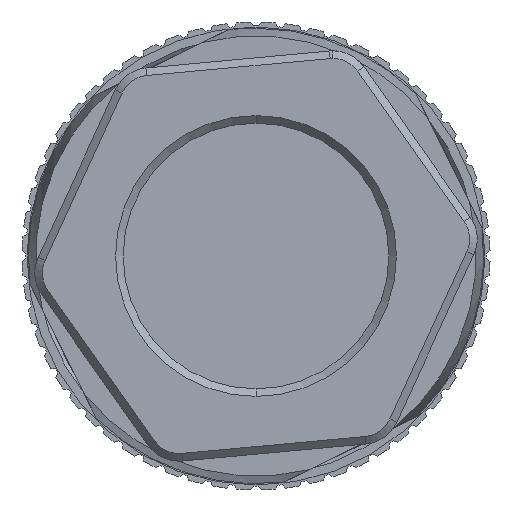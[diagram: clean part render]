
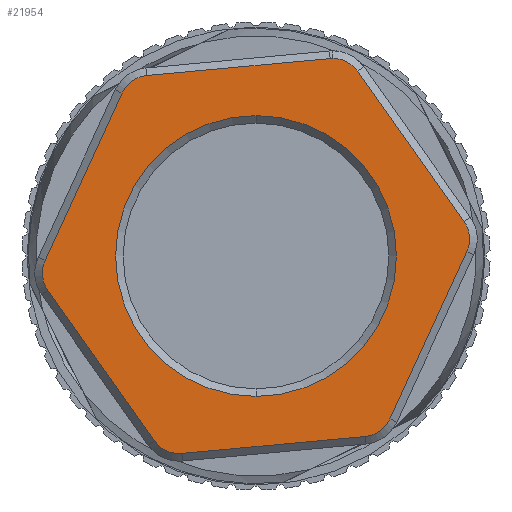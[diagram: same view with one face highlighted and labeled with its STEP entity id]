
A CAD part, front view. The second image highlights one B-rep face of the part: STEP entity #21954.
In plain terms, the highlighted planar face has unit normal (0, -1, 0).
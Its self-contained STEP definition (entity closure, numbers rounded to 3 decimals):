
#82 = ORIENTED_EDGE ( 'NONE', *, *, #13453, .T. ) ;
#279 = ORIENTED_EDGE ( 'NONE', *, *, #9883, .T. ) ;
#323 = CARTESIAN_POINT ( 'NONE',  ( -84.003, -45.696, 5.55 ) ) ;
#390 = ORIENTED_EDGE ( 'NONE', *, *, #13630, .T. ) ;
#522 = ORIENTED_EDGE ( 'NONE', *, *, #11148, .T. ) ;
#1075 = ORIENTED_EDGE ( 'NONE', *, *, #5931, .T. ) ;
#1190 = CARTESIAN_POINT ( 'NONE',  ( -79.689, -45.696, -7.132 ) ) ;
#1246 = CARTESIAN_POINT ( 'NONE',  ( -79.984, -45.696, 7.302 ) ) ;
#2309 = FACE_BOUND ( 'NONE', #13119, .T. ) ;
#2315 = VERTEX_POINT ( 'NONE', #10236 ) ;
#2517 = CARTESIAN_POINT ( 'NONE',  ( -80.963, -45.696, 7.809 ) ) ;
#2750 = VERTEX_POINT ( 'NONE', #19720 ) ;
#2952 = VERTEX_POINT ( 'NONE', #17511 ) ;
#3122 = AXIS2_PLACEMENT_3D ( 'NONE', #12038, #12035, #12013 ) ;
#3700 = VERTEX_POINT ( 'NONE', #9220 ) ;
#3876 = AXIS2_PLACEMENT_3D ( 'NONE', #8567, #7654, #7587 ) ;
#3911 = VERTEX_POINT ( 'NONE', #7462 ) ;
#4053 = CARTESIAN_POINT ( 'NONE',  ( -78.71, -45.696, -6.439 ) ) ;
#4079 = DIRECTION ( 'NONE',  ( 0.418, 0., 0.908 ) ) ;
#4359 = ORIENTED_EDGE ( 'NONE', *, *, #11824, .T. ) ;
#4473 = EDGE_LOOP ( 'NONE', ( #7684, #4359, #20937, #9595, #9866, #20336, #12553, #17382, #23748, #82, #279, #390, #522 ) ) ;
#4954 = DIRECTION ( 'NONE',  ( 0., 0., 1. ) ) ;
#4973 = DIRECTION ( 'NONE',  ( 0., -1., 0. ) ) ;
#4998 = CARTESIAN_POINT ( 'NONE',  ( -80.963, -45.696, 6.609 ) ) ;
#5531 = CIRCLE ( 'NONE', #18509, 5.55 ) ;
#5624 = CARTESIAN_POINT ( 'NONE',  ( -75.78, -45.696, 1.365 ) ) ;
#5931 = EDGE_CURVE ( 'NONE', #8698, #9205, #9464, .T. ) ;
#6177 = AXIS2_PLACEMENT_3D ( 'NONE', #19407, #19400, #19366 ) ;
#6863 = CARTESIAN_POINT ( 'NONE',  ( -88.318, -45.696, 7.132 ) ) ;
#6998 = VERTEX_POINT ( 'NONE', #8161 ) ;
#7423 = DIRECTION ( 'NONE',  ( 0., 0., 1. ) ) ;
#7446 = DIRECTION ( 'NONE',  ( 0., -1., 0. ) ) ;
#7451 = CARTESIAN_POINT ( 'NONE',  ( -80.963, -45.696, 6.609 ) ) ;
#7462 = CARTESIAN_POINT ( 'NONE',  ( -88.023, -45.696, -7.302 ) ) ;
#7587 = DIRECTION ( 'NONE',  ( 0., 0., -1. ) ) ;
#7654 = DIRECTION ( 'NONE',  ( 0., -1., 0. ) ) ;
#7684 = ORIENTED_EDGE ( 'NONE', *, *, #12458, .T. ) ;
#7771 = VERTEX_POINT ( 'NONE', #1246 ) ;
#7793 = VERTEX_POINT ( 'NONE', #1190 ) ;
#7820 = CIRCLE ( 'NONE', #3122, 1.2 ) ;
#7834 = AXIS2_PLACEMENT_3D ( 'NONE', #4998, #4973, #4954 ) ;
#8101 = CARTESIAN_POINT ( 'NONE',  ( -81.074, -45.696, 7.804 ) ) ;
#8148 = CIRCLE ( 'NONE', #6177, 1.2 ) ;
#8161 = CARTESIAN_POINT ( 'NONE',  ( -75.67, -45.696, 0.17 ) ) ;
#8567 = CARTESIAN_POINT ( 'NONE',  ( -80.963, -45.696, 6.609 ) ) ;
#8590 = VERTEX_POINT ( 'NONE', #8101 ) ;
#8698 = VERTEX_POINT ( 'NONE', #323 ) ;
#8745 = PLANE ( 'NONE',  #3876 ) ;
#8783 = EDGE_CURVE ( 'NONE', #15796, #2952, #18827, .T. ) ;
#8917 = AXIS2_PLACEMENT_3D ( 'NONE', #23777, #23753, #23747 ) ;
#9205 = VERTEX_POINT ( 'NONE', #19638 ) ;
#9212 = EDGE_CURVE ( 'NONE', #2750, #2315, #8148, .T. ) ;
#9220 = CARTESIAN_POINT ( 'NONE',  ( -86.933, -45.696, -7.804 ) ) ;
#9327 = CARTESIAN_POINT ( 'NONE',  ( -84.003, -45.696, 0. ) ) ;
#9464 = CIRCLE ( 'NONE', #21492, 5.55 ) ;
#9595 = ORIENTED_EDGE ( 'NONE', *, *, #12049, .T. ) ;
#9866 = ORIENTED_EDGE ( 'NONE', *, *, #18129, .T. ) ;
#9883 = EDGE_CURVE ( 'NONE', #3911, #3700, #7820, .T. ) ;
#10173 = CIRCLE ( 'NONE', #11747, 1.2 ) ;
#10236 = CARTESIAN_POINT ( 'NONE',  ( -92.226, -45.696, -1.365 ) ) ;
#11148 = EDGE_CURVE ( 'NONE', #7793, #11170, #14535, .T. ) ;
#11170 = VERTEX_POINT ( 'NONE', #21295 ) ;
#11304 = DIRECTION ( 'NONE',  ( 0., 0., 1. ) ) ;
#11332 = DIRECTION ( 'NONE',  ( 0., -1., 0. ) ) ;
#11338 = CARTESIAN_POINT ( 'NONE',  ( -76.76, -45.696, 0.672 ) ) ;
#11747 = AXIS2_PLACEMENT_3D ( 'NONE', #7451, #7446, #7423 ) ;
#11824 = EDGE_CURVE ( 'NONE', #6998, #12309, #21549, .T. ) ;
#12013 = DIRECTION ( 'NONE',  ( 0., 0., 1. ) ) ;
#12035 = DIRECTION ( 'NONE',  ( 0., -1., 0. ) ) ;
#12038 = CARTESIAN_POINT ( 'NONE',  ( -87.043, -45.696, -6.609 ) ) ;
#12049 = EDGE_CURVE ( 'NONE', #7771, #22122, #10173, .T. ) ;
#12309 = VERTEX_POINT ( 'NONE', #5624 ) ;
#12458 = EDGE_CURVE ( 'NONE', #11170, #6998, #20053, .T. ) ;
#12553 = ORIENTED_EDGE ( 'NONE', *, *, #8783, .T. ) ;
#12808 = LINE ( 'NONE', #13150, #13044 ) ;
#12844 = EDGE_CURVE ( 'NONE', #12309, #7771, #15133, .T. ) ;
#12906 = EDGE_CURVE ( 'NONE', #8590, #15796, #14819, .T. ) ;
#12977 = DIRECTION ( 'NONE',  ( 0.996, 0., 0.092 ) ) ;
#13044 = VECTOR ( 'NONE', #12977, 1000. ) ;
#13119 = EDGE_LOOP ( 'NONE', ( #20766, #1075 ) ) ;
#13150 = CARTESIAN_POINT ( 'NONE',  ( -86.933, -45.696, -7.804 ) ) ;
#13369 = EDGE_CURVE ( 'NONE', #2952, #2750, #22616, .T. ) ;
#13453 = EDGE_CURVE ( 'NONE', #2315, #3911, #19761, .T. ) ;
#13581 = DIRECTION ( 'NONE',  ( -0.996, 0., -0.092 ) ) ;
#13630 = EDGE_CURVE ( 'NONE', #3700, #7793, #12808, .T. ) ;
#13845 = VECTOR ( 'NONE', #13581, 1000. ) ;
#14448 = DIRECTION ( 'NONE',  ( 0., 0., -1. ) ) ;
#14470 = DIRECTION ( 'NONE',  ( 0., 1., 0. ) ) ;
#14474 = CARTESIAN_POINT ( 'NONE',  ( -84.003, -45.696, 0. ) ) ;
#14535 = CIRCLE ( 'NONE', #20819, 1.2 ) ;
#14569 = AXIS2_PLACEMENT_3D ( 'NONE', #11338, #11332, #11304 ) ;
#14819 = LINE ( 'NONE', #16549, #13845 ) ;
#15040 = VECTOR ( 'NONE', #23029, 1000. ) ;
#15133 = LINE ( 'NONE', #22795, #15040 ) ;
#15796 = VERTEX_POINT ( 'NONE', #6863 ) ;
#16549 = CARTESIAN_POINT ( 'NONE',  ( -81.074, -45.696, 7.804 ) ) ;
#17028 = EDGE_CURVE ( 'NONE', #9205, #8698, #5531, .T. ) ;
#17382 = ORIENTED_EDGE ( 'NONE', *, *, #13369, .T. ) ;
#17511 = CARTESIAN_POINT ( 'NONE',  ( -89.297, -45.696, 6.439 ) ) ;
#18129 = EDGE_CURVE ( 'NONE', #22122, #8590, #23960, .T. ) ;
#18353 = DIRECTION ( 'NONE',  ( 0.578, 0., -0.816 ) ) ;
#18509 = AXIS2_PLACEMENT_3D ( 'NONE', #14474, #14470, #14448 ) ;
#18827 = CIRCLE ( 'NONE', #8917, 1.2 ) ;
#18933 = CARTESIAN_POINT ( 'NONE',  ( -92.226, -45.696, -1.365 ) ) ;
#19094 = FACE_OUTER_BOUND ( 'NONE', #4473, .T. ) ;
#19366 = DIRECTION ( 'NONE',  ( 0., 0., 1. ) ) ;
#19383 = CARTESIAN_POINT ( 'NONE',  ( -89.297, -45.696, 6.439 ) ) ;
#19400 = DIRECTION ( 'NONE',  ( 0., -1., 0. ) ) ;
#19407 = CARTESIAN_POINT ( 'NONE',  ( -91.247, -45.696, -0.672 ) ) ;
#19411 = DIRECTION ( 'NONE',  ( -0.418, 0., -0.908 ) ) ;
#19460 = VECTOR ( 'NONE', #4079, 1000. ) ;
#19638 = CARTESIAN_POINT ( 'NONE',  ( -84.003, -45.696, -5.55 ) ) ;
#19720 = CARTESIAN_POINT ( 'NONE',  ( -92.337, -45.696, -0.17 ) ) ;
#19761 = LINE ( 'NONE', #18933, #20614 ) ;
#20053 = LINE ( 'NONE', #4053, #19460 ) ;
#20336 = ORIENTED_EDGE ( 'NONE', *, *, #12906, .T. ) ;
#20614 = VECTOR ( 'NONE', #18353, 1000. ) ;
#20766 = ORIENTED_EDGE ( 'NONE', *, *, #17028, .T. ) ;
#20819 = AXIS2_PLACEMENT_3D ( 'NONE', #21388, #21365, #21338 ) ;
#20937 = ORIENTED_EDGE ( 'NONE', *, *, #12844, .T. ) ;
#21295 = CARTESIAN_POINT ( 'NONE',  ( -78.71, -45.696, -6.439 ) ) ;
#21338 = DIRECTION ( 'NONE',  ( 0., 0., 1. ) ) ;
#21365 = DIRECTION ( 'NONE',  ( 0., -1., 0. ) ) ;
#21388 = CARTESIAN_POINT ( 'NONE',  ( -79.8, -45.696, -5.937 ) ) ;
#21492 = AXIS2_PLACEMENT_3D ( 'NONE', #9327, #23653, #23626 ) ;
#21549 = CIRCLE ( 'NONE', #14569, 1.2 ) ;
#21954 = ADVANCED_FACE ( 'NONE', ( #19094, #2309 ), #8745, .T. ) ;
#22122 = VERTEX_POINT ( 'NONE', #2517 ) ;
#22551 = VECTOR ( 'NONE', #19411, 1000. ) ;
#22616 = LINE ( 'NONE', #19383, #22551 ) ;
#22795 = CARTESIAN_POINT ( 'NONE',  ( -75.78, -45.696, 1.365 ) ) ;
#23029 = DIRECTION ( 'NONE',  ( -0.578, 0., 0.816 ) ) ;
#23626 = DIRECTION ( 'NONE',  ( 0., 0., -1. ) ) ;
#23653 = DIRECTION ( 'NONE',  ( 0., 1., 0. ) ) ;
#23747 = DIRECTION ( 'NONE',  ( 0., 0., 1. ) ) ;
#23748 = ORIENTED_EDGE ( 'NONE', *, *, #9212, .T. ) ;
#23753 = DIRECTION ( 'NONE',  ( 0., -1., 0. ) ) ;
#23777 = CARTESIAN_POINT ( 'NONE',  ( -88.207, -45.696, 5.937 ) ) ;
#23960 = CIRCLE ( 'NONE', #7834, 1.2 ) ;
